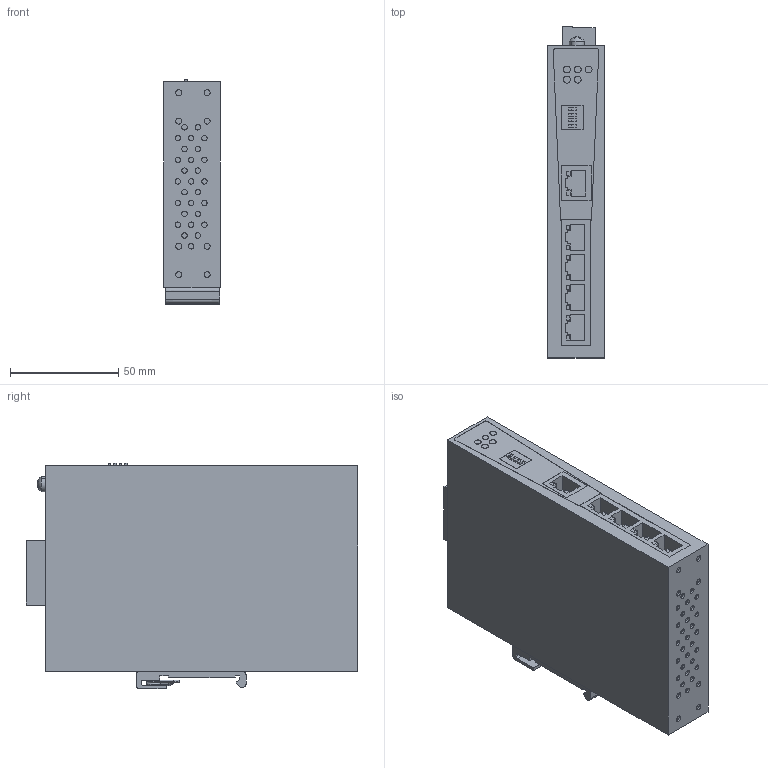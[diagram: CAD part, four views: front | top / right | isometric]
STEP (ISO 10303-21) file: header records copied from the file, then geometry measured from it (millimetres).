
FILE_DESCRIPTION(('CATIA V5 STEP Exchange','CAx-IF Rec.Pracs.--- Model Styling and Organization---1.4--- 2014-01-23'),'2;1');
FILE_NAME ('D1484046_0_2682250000_S3D_IE_SW_AL05LM_5TX.stp','2021-04-30T08:35:44+00:00',('none'),('Weidmueller'),'CATIA Version 5-6 Release 2016 SP3 HF44','CATIA V5 STEP AP214','none');
FILE_SCHEMA(('AUTOMOTIVE_DESIGN { 1 0 10303 214 1 1 1 1 }'));
Length unit declared in the file: millimetre
Products named in the file (1): S3D_IE_SW_AL05LM_5TX
Bounding box: 26.1 x 153.35 x 104.4 mm (x, y, z)
Volume: 360317.8 mm3; surface area: 59323.6 mm2
Topology: 33 solids, 33 shells, 749 faces, 1706 edges, 1124 vertices
Faces by surface type: plane 525, cylinder 194, torus 20, extrusion 8, sphere 2
Entity records: 21156 total; most frequent: CARTESIAN_POINT 4284, ORIENTED_EDGE 3412, DIRECTION 2758, EDGE_CURVE 1706, VECTOR 1187, LINE 1179, VERTEX_POINT 1124, AXIS2_PLACEMENT_3D 985
